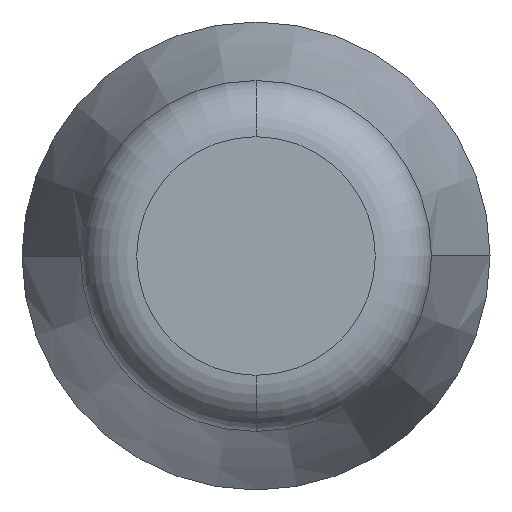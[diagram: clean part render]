
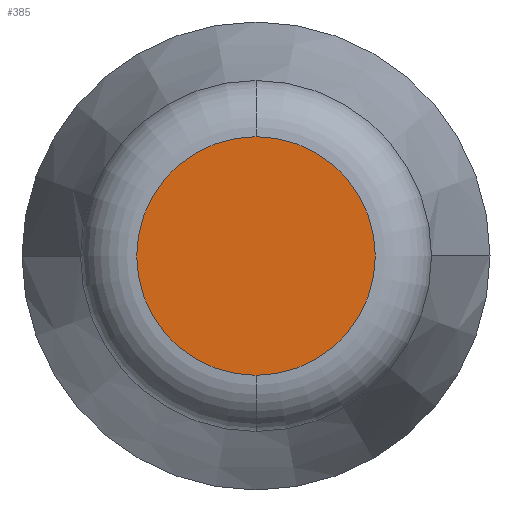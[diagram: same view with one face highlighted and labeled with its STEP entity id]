
A CAD part, front view. The second image highlights one B-rep face of the part: STEP entity #385.
In plain terms, the highlighted planar face has unit normal (0, -1, 0).
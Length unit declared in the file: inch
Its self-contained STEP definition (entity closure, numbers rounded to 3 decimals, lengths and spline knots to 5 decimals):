
#32 = AXIS2_PLACEMENT_3D ( 'NONE', #321, #139, #202 ) ;
#54 = CIRCLE ( 'NONE', #32, 0.06375 ) ;
#56 = CARTESIAN_POINT ( 'NONE',  ( 0., 0., -0.06375 ) ) ;
#73 = AXIS2_PLACEMENT_3D ( 'NONE', #387, #192, #133 ) ;
#105 = EDGE_CURVE ( 'NONE', #374, #258, #54, .T. ) ;
#106 = CARTESIAN_POINT ( 'NONE',  ( 0., 0., 0.06375 ) ) ;
#122 = ORIENTED_EDGE ( 'NONE', *, *, #105, .T. ) ;
#133 = DIRECTION ( 'NONE',  ( 0., 0., -1. ) ) ;
#139 = DIRECTION ( 'NONE',  ( 0., -1., 0. ) ) ;
#150 = AXIS2_PLACEMENT_3D ( 'NONE', #283, #257, #388 ) ;
#185 = ORIENTED_EDGE ( 'NONE', *, *, #342, .T. ) ;
#192 = DIRECTION ( 'NONE',  ( 0., -1., 0. ) ) ;
#202 = DIRECTION ( 'NONE',  ( 0., 0., -1. ) ) ;
#212 = CIRCLE ( 'NONE', #150, 0.06375 ) ;
#224 = EDGE_LOOP ( 'NONE', ( #185, #122 ) ) ;
#257 = DIRECTION ( 'NONE',  ( 0., -1., 0. ) ) ;
#258 = VERTEX_POINT ( 'NONE', #56 ) ;
#281 = PLANE ( 'NONE',  #73 ) ;
#283 = CARTESIAN_POINT ( 'NONE',  ( 0., 0., 0. ) ) ;
#286 = FACE_OUTER_BOUND ( 'NONE', #224, .T. ) ;
#321 = CARTESIAN_POINT ( 'NONE',  ( 0., 0., 0. ) ) ;
#342 = EDGE_CURVE ( 'NONE', #258, #374, #212, .T. ) ;
#374 = VERTEX_POINT ( 'NONE', #106 ) ;
#385 = ADVANCED_FACE ( 'NONE', ( #286 ), #281, .T. ) ;
#387 = CARTESIAN_POINT ( 'NONE',  ( 0., 0., 0. ) ) ;
#388 = DIRECTION ( 'NONE',  ( 0., 0., -1. ) ) ;
